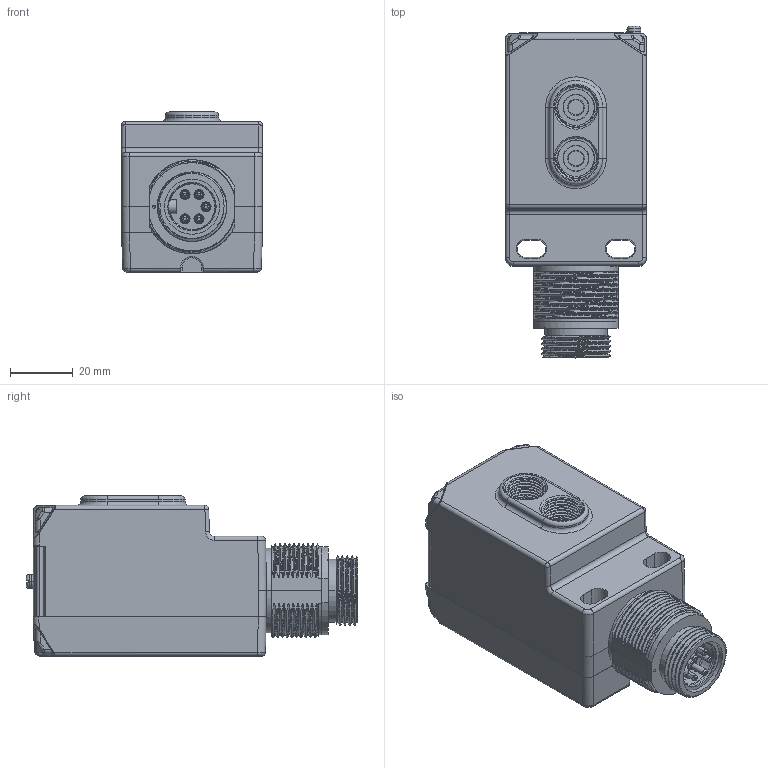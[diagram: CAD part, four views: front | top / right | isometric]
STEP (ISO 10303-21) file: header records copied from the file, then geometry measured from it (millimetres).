
FILE_DESCRIPTION((''),'2;1');
FILE_NAME('RLK61_FO_PLUG_V95_1_ASM','2011-05-10T',('sereneee'),(''),'PRO/ENGINEER BY PARAMETRIC TECHNOLOGY CORPORATION, 2006140','PRO/ENGINEER BY PARAMETRIC TECHNOLOGY CORPORATION, 2006140','');
FILE_SCHEMA(('CONFIG_CONTROL_DESIGN'));
Length unit declared in the file: millimetre
Products named in the file (19): MSBR-17; MSBR-16; MSBR-15; MSBR-14; MSBR-13; MSBR-12; MSBR-11; MSBR-10; MSBR-9; MSBR-8; MSBR-7; MSBR-6; MSBR-5; MSBR-4; MSBR-3; MSBR-2; MSBR-1; RLK61_FO_PLUG_V95_ASM_ASM; RLK61_FO_PLUG_V95_1_ASM
Assembly tree (18 placements, depth 3):
  RLK61_FO_PLUG_V95_1_ASM
    RLK61_FO_PLUG_V95_ASM_ASM
      MSBR-17
      MSBR-16
      MSBR-15
      MSBR-14
      MSBR-13
      MSBR-12
      MSBR-11
      MSBR-10
      MSBR-9
      MSBR-8
      MSBR-7
      MSBR-6
      MSBR-5
      MSBR-4
      MSBR-3
      MSBR-2
      MSBR-1
Bounding box: 45 x 105.96 x 51.1 mm (x, y, z)
Volume: 68244.4 mm3; surface area: 61421.1 mm2
Topology: 17 solids, 17 shells, 1829 faces, 5108 edges, 3386 vertices
Faces by surface type: plane 997, cylinder 425, cone 197, bspline 153, torus 49, sphere 4, extrusion 4
Entity records: 83517 total; most frequent: CARTESIAN_POINT 37189, ORIENTED_EDGE 10204, DIRECTION 8751, EDGE_CURVE 5102, VERTEX_POINT 3386, AXIS2_PLACEMENT_3D 2926, VECTOR 2899, LINE 2895
